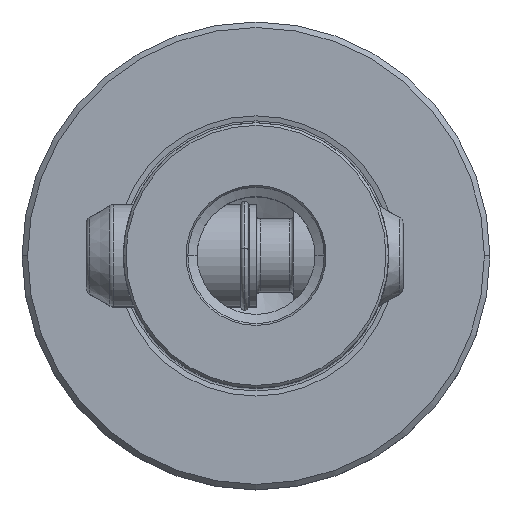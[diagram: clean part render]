
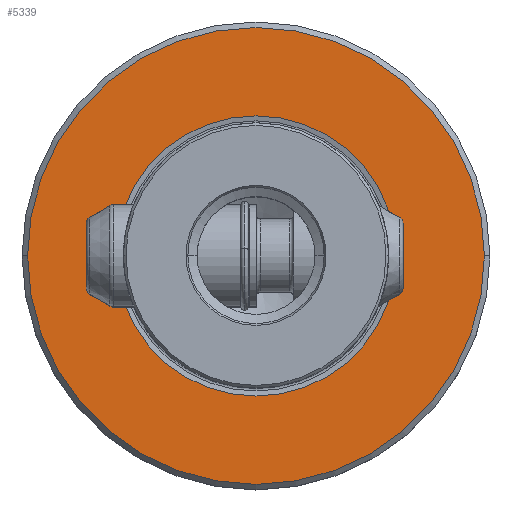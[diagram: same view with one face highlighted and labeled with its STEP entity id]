
A CAD part, top view. The second image highlights one B-rep face of the part: STEP entity #5339.
In plain terms, the highlighted planar face has unit normal (0, 0, 1).
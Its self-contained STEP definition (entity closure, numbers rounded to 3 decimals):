
#2335=EDGE_CURVE('NONE',#3165,#4999,#6167,.T.);
#2987=VERTEX_POINT('NONE',#6883);
#3165=VERTEX_POINT('NONE',#7080);
#3473=EDGE_CURVE('NONE',#5023,#2987,#7419,.T.);
#4939=EDGE_CURVE('NONE',#2987,#5023,#9046,.F.);
#4999=VERTEX_POINT('NONE',#9112);
#5023=VERTEX_POINT('NONE',#9140);
#5339=ADVANCED_FACE('NONE',(#9501,#9502),#9503,.T.);
#5661=EDGE_CURVE('NONE',#4999,#3165,#9863,.T.);
#6167=CIRCLE('',#14602,31.0);
#6883=CARTESIAN_POINT('',(-19.012,0.,0.0));
#7080=CARTESIAN_POINT('',(31.0,0.,0.0));
#7419=CIRCLE('',#30405,19.012);
#9046=CIRCLE('',#48380,19.012);
#9112=CARTESIAN_POINT('',(-31.0,0.,0.0));
#9140=CARTESIAN_POINT('',(19.012,0.,0.0));
#9501=FACE_OUTER_BOUND('',#52793,.T.);
#9502=FACE_BOUND('',#52794,.T.);
#9503=PLANE('',#52795);
#9863=CIRCLE('',#53464,31.0);
#14602=AXIS2_PLACEMENT_3D('',#54731,#54732,#54733);
#30405=AXIS2_PLACEMENT_3D('',#56177,#56178,#56179);
#48380=AXIS2_PLACEMENT_3D('',#58065,#58066,#58067);
#52793=EDGE_LOOP('',(#58669,#58670));
#52794=EDGE_LOOP('',(#58671,#58672));
#52795=AXIS2_PLACEMENT_3D('',#58673,#58674,#58675);
#53464=AXIS2_PLACEMENT_3D('',#59124,#59125,#59126);
#54731=CARTESIAN_POINT('',(0.0,0.0,0.0));
#54732=DIRECTION('',(0.0,0.0,-1.0));
#54733=DIRECTION('',(-1.0,0.,0.0));
#56177=CARTESIAN_POINT('',(0.0,0.0,0.0));
#56178=DIRECTION('',(-0.0,0.0,1.0));
#56179=DIRECTION('',(1.0,0.,0.0));
#58065=CARTESIAN_POINT('',(0.0,0.0,0.0));
#58066=DIRECTION('',(0.0,0.0,-1.0));
#58067=DIRECTION('',(1.0,0.,0.0));
#58669=ORIENTED_EDGE('',*,*,#5661,.F.);
#58670=ORIENTED_EDGE('',*,*,#2335,.F.);
#58671=ORIENTED_EDGE('',*,*,#3473,.F.);
#58672=ORIENTED_EDGE('',*,*,#4939,.F.);
#58673=CARTESIAN_POINT('',(-18.0,0.0,0.0));
#58674=DIRECTION('',(-0.0,0.0,1.0));
#58675=DIRECTION('',(0.0,1.0,0.0));
#59124=CARTESIAN_POINT('',(0.0,0.0,0.0));
#59125=DIRECTION('',(0.0,0.0,-1.0));
#59126=DIRECTION('',(-1.0,0.,0.0));
